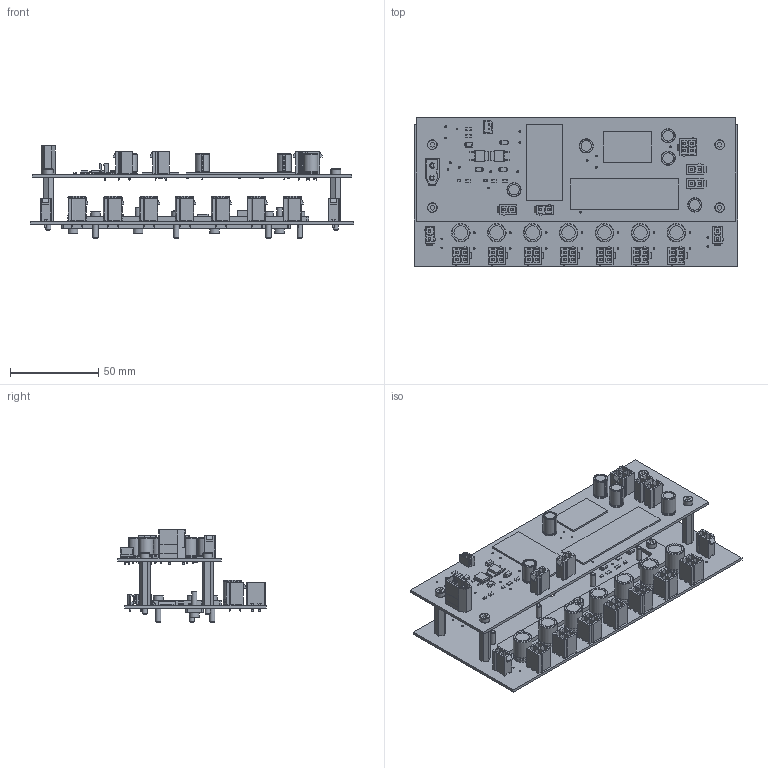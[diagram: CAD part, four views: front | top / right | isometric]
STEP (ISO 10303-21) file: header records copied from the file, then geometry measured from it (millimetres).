
FILE_DESCRIPTION(/* description */ (''),/* implementation_level */ '2;1');
FILE_NAME(/* name */ 'Zasilanie v13.step',/* time_stamp */ '2020-05-12T03:10:21+02:00',/* author */ (''),/* organization */ (''),/* preprocessor_version */ 'ST-DEVELOPER v18',/* originating_system */ 'Autodesk Translation Framework v8.12.0.6',/* authorisation */ '');
FILE_SCHEMA (('AUTOMOTIVE_DESIGN { 1 0 10303 214 3 1 1 }'));
Length unit declared in the file: millimetre
Products named in the file (40): Zasilanie; bus_bar_vbat+; bus_bar_gnd; Rov 3 - Zasilanie silników; PCB Component; Board; E5-10,5; VARTVSP_SMA/DO-214AC; VARTVSP_SMA/DO-214AC (1); VARTVSP_SMA/DO-214AC (2); 39-28-8040; EL817S1(A)(TU)-V; BAT48(LL48)'SOD80C'; IPLU300N04S4-R8; 22-03-5025; RED; 100; 39-28-1023; 3,0; Rov 3 - zasilanie cyfrowe; PCB Component_1; Board_1; 100n; VARTVSP_SMA/DO-214AC_1; VARTVSP_SMA/DO-214AC (1)_1; VARTVSP_SMA/DO-214AC (2)_1; IRLR8729PBF; 100u; CHIP-LED0805; 100_1; XT60-M; 22-03-5025_1; 39-28-1023_1; 39-28-8040_1; DC-DC-STEP-DOWN-LM2596; DCW12A-15DLI24; XL4015; 3,0_1; Spacer M3 25mm v2; M3 12mm
Assembly tree (105 placements, depth 4):
  Zasilanie
    bus_bar_vbat+
    bus_bar_gnd
    M3 12mm  x13
    Rov 3 - Zasilanie silników
      PCB Component
        Board
        E5-10,5  x7
        VARTVSP_SMA/DO-214AC
        VARTVSP_SMA/DO-214AC (1)
        VARTVSP_SMA/DO-214AC (2)  x2
        39-28-8040  x7
        EL817S1(A)(TU)-V  x2
        BAT48(LL48)'SOD80C'
        IPLU300N04S4-R8  x2
        22-03-5025  x3
        RED  x2
        100  x7
        39-28-1023  x2
        3,0  x4
    Spacer M3 25mm v2  x4
    Rov 3 - zasilanie cyfrowe
      PCB Component_1
        Board_1
        100n  x7
        VARTVSP_SMA/DO-214AC_1
        VARTVSP_SMA/DO-214AC (1)_1  x2
        VARTVSP_SMA/DO-214AC (2)_1
        IRLR8729PBF  x2
        100u  x5
        CHIP-LED0805  x2
        100_1  x5
        XT60-M
        22-03-5025_1
        39-28-1023_1  x4
        39-28-8040_1
        DC-DC-STEP-DOWN-LM2596
        DCW12A-15DLI24
        XL4015
        3,0_1  x4
Bounding box: 182.88 x 83.82 x 52.07 mm (x, y, z)
Volume: 75595.4 mm3; surface area: 98229.9 mm2
Topology: 106 solids, 106 shells, 4080 faces, 10563 edges, 6957 vertices
Faces by surface type: plane 3301, cylinder 526, torus 142, cone 95, bspline 16
Full cylindrical faces by diameter (mm): 0.6 x24, 0.7 x16, 0.8 x8, 0.813 x10, 0.9 x11, 1 x49, 1.016 x14, 1.4 x12, 1.45 x33, 1.46 x1, 1.5 x8, 1.6 x2, 2.459 x4, 3 x43, 3.1 x6, 4.3 x2, 4.4 x5, 4.5 x2, 5.2 x5, 5.5 x13, 6 x2, 7.7 x7
Entity records: 51941 total; most frequent: CARTESIAN_POINT 8854, DIRECTION 8355, ORIENTED_EDGE 8278, EDGE_CURVE 4139, LINE 3337, VECTOR 3337, VERTEX_POINT 2726, AXIS2_PLACEMENT_3D 2509
